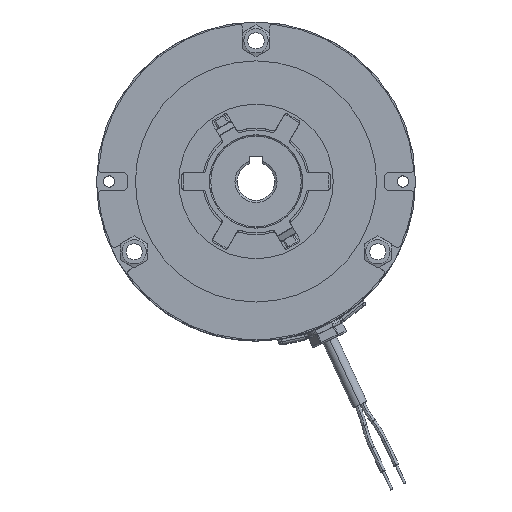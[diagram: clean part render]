
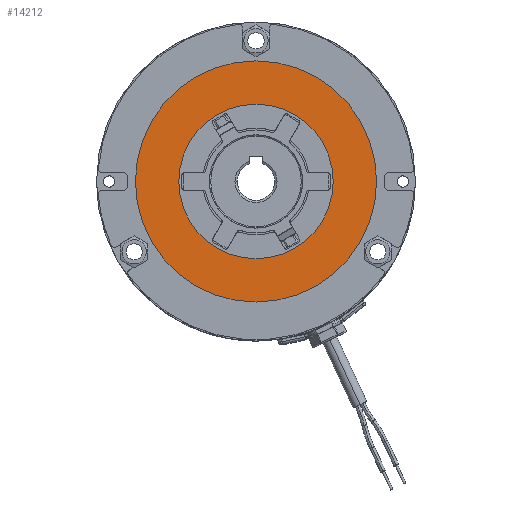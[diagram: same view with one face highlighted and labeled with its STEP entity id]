
A CAD part, top view. The second image highlights one B-rep face of the part: STEP entity #14212.
In plain terms, the highlighted planar face has unit normal (0, 0, 1).
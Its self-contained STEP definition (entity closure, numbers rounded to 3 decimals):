
#442 = DIRECTION ( 'NONE',  ( 1., 0., 0. ) ) ;
#1290 = AXIS2_PLACEMENT_3D ( 'NONE', #22646, #24894, #5669 ) ;
#1672 = CARTESIAN_POINT ( 'NONE',  ( -30.75, 0., 5.25 ) ) ;
#3045 = CIRCLE ( 'NONE', #22287, 48. ) ;
#3346 = DIRECTION ( 'NONE',  ( 0., 0., -1. ) ) ;
#5148 = EDGE_CURVE ( 'Edge1', #18791, #21625, #3045, .T. ) ;
#5669 = DIRECTION ( 'NONE',  ( 1., 0., 0. ) ) ;
#5747 = EDGE_LOOP ( 'NONE', ( #5992, #21375 ) ) ;
#5992 = ORIENTED_EDGE ( 'NONE', *, *, #27353, .F. ) ;
#9011 = ORIENTED_EDGE ( 'NONE', *, *, #9867, .T. ) ;
#9084 = CARTESIAN_POINT ( 'NONE',  ( -48., 0., 5.25 ) ) ;
#9867 = EDGE_CURVE ( 'Edge1', #21625, #18791, #13111, .T. ) ;
#10928 = DIRECTION ( 'NONE',  ( 1., 0., 0. ) ) ;
#12005 = DIRECTION ( 'NONE',  ( -1., 0., 0. ) ) ;
#12888 = CIRCLE ( 'NONE', #1290, 30.75 ) ;
#13111 = CIRCLE ( 'NONE', #25242, 48. ) ;
#13696 = DIRECTION ( 'NONE',  ( 1., 0., 0. ) ) ;
#13879 = AXIS2_PLACEMENT_3D ( 'NONE', #27187, #3346, #12005 ) ;
#14212 = ADVANCED_FACE ( 'NONE', ( #16250, #24808 ), #22557, .F. ) ;
#15212 = EDGE_CURVE ( 'Edge9', #17074, #19654, #16668, .T. ) ;
#15818 = DIRECTION ( 'NONE',  ( 0., 0., 1. ) ) ;
#16250 = FACE_BOUND ( 'NONE', #5747, .T. ) ;
#16668 = CIRCLE ( 'NONE', #27415, 30.75 ) ;
#17074 = VERTEX_POINT ( 'NONE', #1672 ) ;
#17259 = CARTESIAN_POINT ( 'NONE',  ( 0., 0., 5.25 ) ) ;
#17675 = DIRECTION ( 'NONE',  ( 0., 0., 1. ) ) ;
#18791 = VERTEX_POINT ( 'NONE', #21100 ) ;
#19151 = ORIENTED_EDGE ( 'NONE', *, *, #5148, .T. ) ;
#19423 = CARTESIAN_POINT ( 'NONE',  ( 30.75, 0., 5.25 ) ) ;
#19468 = DIRECTION ( 'NONE',  ( 0., 0., 1. ) ) ;
#19654 = VERTEX_POINT ( 'NONE', #19423 ) ;
#21100 = CARTESIAN_POINT ( 'NONE',  ( 48., 0., 5.25 ) ) ;
#21375 = ORIENTED_EDGE ( 'NONE', *, *, #15212, .F. ) ;
#21625 = VERTEX_POINT ( 'NONE', #9084 ) ;
#22287 = AXIS2_PLACEMENT_3D ( 'NONE', #25652, #19468, #442 ) ;
#22557 = PLANE ( 'NONE',  #13879 ) ;
#22646 = CARTESIAN_POINT ( 'NONE',  ( 0., 0., 5.25 ) ) ;
#24399 = EDGE_LOOP ( 'NONE', ( #19151, #9011 ) ) ;
#24808 = FACE_OUTER_BOUND ( 'NONE', #24399, .T. ) ;
#24894 = DIRECTION ( 'NONE',  ( 0., 0., 1. ) ) ;
#25242 = AXIS2_PLACEMENT_3D ( 'NONE', #26627, #15818, #13696 ) ;
#25652 = CARTESIAN_POINT ( 'NONE',  ( 0., 0., 5.25 ) ) ;
#26627 = CARTESIAN_POINT ( 'NONE',  ( 0., 0., 5.25 ) ) ;
#27187 = CARTESIAN_POINT ( 'NONE',  ( 0., 48., 5.25 ) ) ;
#27353 = EDGE_CURVE ( 'Edge9', #19654, #17074, #12888, .T. ) ;
#27415 = AXIS2_PLACEMENT_3D ( 'NONE', #17259, #17675, #10928 ) ;
